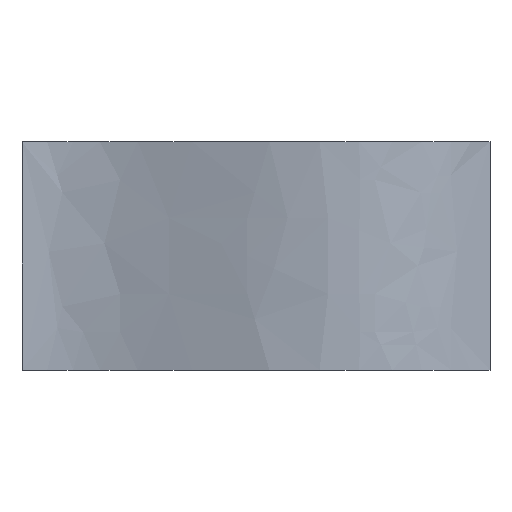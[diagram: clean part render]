
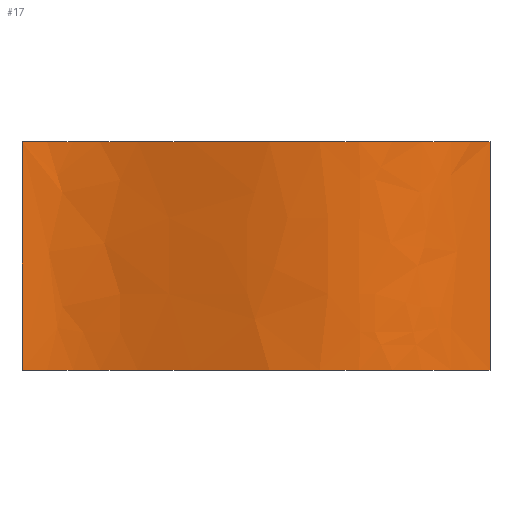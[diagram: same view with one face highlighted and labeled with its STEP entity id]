
A CAD part, top view. The second image highlights one B-rep face of the part: STEP entity #17.
In plain terms, the highlighted face is a extrusion surface.
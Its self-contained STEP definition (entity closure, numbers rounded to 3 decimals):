
#17 = ADVANCED_FACE('',(#18),#32,.T.);
#18 = FACE_BOUND('',#19,.T.);
#19 = EDGE_LOOP('',(#20,#57,#86,#113));
#20 = ORIENTED_EDGE('',*,*,#21,.T.);
#21 = EDGE_CURVE('',#22,#24,#26,.T.);
#22 = VERTEX_POINT('',#23);
#23 = CARTESIAN_POINT('',(-105.,0.,25.));
#24 = VERTEX_POINT('',#25);
#25 = CARTESIAN_POINT('',(-105.,-100.,25.));
#26 = SURFACE_CURVE('',#27,(#31,#45),.PCURVE_S1.);
#27 = LINE('',#28,#29);
#28 = CARTESIAN_POINT('',(-105.,0.,25.));
#29 = VECTOR('',#30,1.);
#30 = DIRECTION('',(0.,-1.,0.));
#31 = PCURVE('',#32,#40);
#32 = SURFACE_OF_LINEAR_EXTRUSION('',#33,#38);
#33 = B_SPLINE_CURVE_WITH_KNOTS('',3,(#34,#35,#36,#37),.UNSPECIFIED.,.F.
  ,.F.,(4,4),(0.,1.),.PIECEWISE_BEZIER_KNOTS.);
#34 = CARTESIAN_POINT('',(-105.,0.,25.));
#35 = CARTESIAN_POINT('',(-45.,0.,10.));
#36 = CARTESIAN_POINT('',(30.,0.,85.));
#37 = CARTESIAN_POINT('',(100.,0.,15.));
#38 = VECTOR('',#39,1.);
#39 = DIRECTION('',(0.,1.,0.));
#40 = DEFINITIONAL_REPRESENTATION('',(#41),#44);
#41 = B_SPLINE_CURVE_WITH_KNOTS('',1,(#42,#43),.UNSPECIFIED.,.F.,.F.,(2,
    2),(0.,100.),.PIECEWISE_BEZIER_KNOTS.);
#42 = CARTESIAN_POINT('',(0.,0.));
#43 = CARTESIAN_POINT('',(0.,-100.));
#44 = ( GEOMETRIC_REPRESENTATION_CONTEXT(2) 
PARAMETRIC_REPRESENTATION_CONTEXT() REPRESENTATION_CONTEXT('2D SPACE',''
  ) );
#45 = PCURVE('',#46,#51);
#46 = PLANE('',#47);
#47 = AXIS2_PLACEMENT_3D('',#48,#49,#50);
#48 = CARTESIAN_POINT('',(-105.,0.,25.));
#49 = DIRECTION('',(1.,0.,0.));
#50 = DIRECTION('',(0.,0.,-1.));
#51 = DEFINITIONAL_REPRESENTATION('',(#52),#56);
#52 = LINE('',#53,#54);
#53 = CARTESIAN_POINT('',(0.,0.));
#54 = VECTOR('',#55,1.);
#55 = DIRECTION('',(0.,-1.));
#56 = ( GEOMETRIC_REPRESENTATION_CONTEXT(2) 
PARAMETRIC_REPRESENTATION_CONTEXT() REPRESENTATION_CONTEXT('2D SPACE',''
  ) );
#57 = ORIENTED_EDGE('',*,*,#58,.T.);
#58 = EDGE_CURVE('',#24,#59,#61,.T.);
#59 = VERTEX_POINT('',#60);
#60 = CARTESIAN_POINT('',(100.,-100.,15.));
#61 = SURFACE_CURVE('',#62,(#67,#73),.PCURVE_S1.);
#62 = B_SPLINE_CURVE_WITH_KNOTS('',3,(#63,#64,#65,#66),.UNSPECIFIED.,.F.
  ,.F.,(4,4),(0.,1.),.PIECEWISE_BEZIER_KNOTS.);
#63 = CARTESIAN_POINT('',(-105.,-100.,25.));
#64 = CARTESIAN_POINT('',(-45.,-100.,10.));
#65 = CARTESIAN_POINT('',(30.,-100.,85.));
#66 = CARTESIAN_POINT('',(100.,-100.,15.));
#67 = PCURVE('',#32,#68);
#68 = DEFINITIONAL_REPRESENTATION('',(#69),#72);
#69 = B_SPLINE_CURVE_WITH_KNOTS('',1,(#70,#71),.UNSPECIFIED.,.F.,.F.,(2,
    2),(0.,1.),.PIECEWISE_BEZIER_KNOTS.);
#70 = CARTESIAN_POINT('',(0.,-100.));
#71 = CARTESIAN_POINT('',(1.,-100.));
#72 = ( GEOMETRIC_REPRESENTATION_CONTEXT(2) 
PARAMETRIC_REPRESENTATION_CONTEXT() REPRESENTATION_CONTEXT('2D SPACE',''
  ) );
#73 = PCURVE('',#74,#79);
#74 = PLANE('',#75);
#75 = AXIS2_PLACEMENT_3D('',#76,#77,#78);
#76 = CARTESIAN_POINT('',(-1.244,-100.,22.456));
#77 = DIRECTION('',(0.,1.,0.));
#78 = DIRECTION('',(0.,0.,1.));
#79 = DEFINITIONAL_REPRESENTATION('',(#80),#85);
#80 = B_SPLINE_CURVE_WITH_KNOTS('',3,(#81,#82,#83,#84),.UNSPECIFIED.,.F.
  ,.F.,(4,4),(0.,1.),.PIECEWISE_BEZIER_KNOTS.);
#81 = CARTESIAN_POINT('',(2.544,-103.756));
#82 = CARTESIAN_POINT('',(-12.456,-43.756));
#83 = CARTESIAN_POINT('',(62.544,31.244));
#84 = CARTESIAN_POINT('',(-7.456,101.244));
#85 = ( GEOMETRIC_REPRESENTATION_CONTEXT(2) 
PARAMETRIC_REPRESENTATION_CONTEXT() REPRESENTATION_CONTEXT('2D SPACE',''
  ) );
#86 = ORIENTED_EDGE('',*,*,#87,.F.);
#87 = EDGE_CURVE('',#88,#59,#90,.T.);
#88 = VERTEX_POINT('',#89);
#89 = CARTESIAN_POINT('',(100.,0.,15.));
#90 = SURFACE_CURVE('',#91,(#95,#101),.PCURVE_S1.);
#91 = LINE('',#92,#93);
#92 = CARTESIAN_POINT('',(100.,0.,15.));
#93 = VECTOR('',#94,1.);
#94 = DIRECTION('',(0.,-1.,0.));
#95 = PCURVE('',#32,#96);
#96 = DEFINITIONAL_REPRESENTATION('',(#97),#100);
#97 = B_SPLINE_CURVE_WITH_KNOTS('',1,(#98,#99),.UNSPECIFIED.,.F.,.F.,(2,
    2),(0.,100.),.PIECEWISE_BEZIER_KNOTS.);
#98 = CARTESIAN_POINT('',(1.,0.));
#99 = CARTESIAN_POINT('',(1.,-100.));
#100 = ( GEOMETRIC_REPRESENTATION_CONTEXT(2) 
PARAMETRIC_REPRESENTATION_CONTEXT() REPRESENTATION_CONTEXT('2D SPACE',''
  ) );
#101 = PCURVE('',#102,#107);
#102 = PLANE('',#103);
#103 = AXIS2_PLACEMENT_3D('',#104,#105,#106);
#104 = CARTESIAN_POINT('',(100.,0.,0.));
#105 = DIRECTION('',(-1.,0.,0.));
#106 = DIRECTION('',(0.,0.,1.));
#107 = DEFINITIONAL_REPRESENTATION('',(#108),#112);
#108 = LINE('',#109,#110);
#109 = CARTESIAN_POINT('',(15.,0.));
#110 = VECTOR('',#111,1.);
#111 = DIRECTION('',(0.,-1.));
#112 = ( GEOMETRIC_REPRESENTATION_CONTEXT(2) 
PARAMETRIC_REPRESENTATION_CONTEXT() REPRESENTATION_CONTEXT('2D SPACE',''
  ) );
#113 = ORIENTED_EDGE('',*,*,#114,.F.);
#114 = EDGE_CURVE('',#22,#88,#115,.T.);
#115 = SURFACE_CURVE('',#116,(#121,#127),.PCURVE_S1.);
#116 = B_SPLINE_CURVE_WITH_KNOTS('',3,(#117,#118,#119,#120),
  .UNSPECIFIED.,.F.,.F.,(4,4),(0.,1.),.PIECEWISE_BEZIER_KNOTS.);
#117 = CARTESIAN_POINT('',(-105.,0.,25.));
#118 = CARTESIAN_POINT('',(-45.,0.,10.));
#119 = CARTESIAN_POINT('',(30.,0.,85.));
#120 = CARTESIAN_POINT('',(100.,0.,15.));
#121 = PCURVE('',#32,#122);
#122 = DEFINITIONAL_REPRESENTATION('',(#123),#126);
#123 = B_SPLINE_CURVE_WITH_KNOTS('',1,(#124,#125),.UNSPECIFIED.,.F.,.F.,
  (2,2),(0.,1.),.PIECEWISE_BEZIER_KNOTS.);
#124 = CARTESIAN_POINT('',(0.,0.));
#125 = CARTESIAN_POINT('',(1.,0.));
#126 = ( GEOMETRIC_REPRESENTATION_CONTEXT(2) 
PARAMETRIC_REPRESENTATION_CONTEXT() REPRESENTATION_CONTEXT('2D SPACE',''
  ) );
#127 = PCURVE('',#128,#133);
#128 = PLANE('',#129);
#129 = AXIS2_PLACEMENT_3D('',#130,#131,#132);
#130 = CARTESIAN_POINT('',(-1.244,0.,
    22.456));
#131 = DIRECTION('',(0.,1.,0.));
#132 = DIRECTION('',(0.,0.,1.));
#133 = DEFINITIONAL_REPRESENTATION('',(#134),#139);
#134 = B_SPLINE_CURVE_WITH_KNOTS('',3,(#135,#136,#137,#138),
  .UNSPECIFIED.,.F.,.F.,(4,4),(0.,1.),.PIECEWISE_BEZIER_KNOTS.);
#135 = CARTESIAN_POINT('',(2.544,-103.756));
#136 = CARTESIAN_POINT('',(-12.456,-43.756));
#137 = CARTESIAN_POINT('',(62.544,31.244));
#138 = CARTESIAN_POINT('',(-7.456,101.244));
#139 = ( GEOMETRIC_REPRESENTATION_CONTEXT(2) 
PARAMETRIC_REPRESENTATION_CONTEXT() REPRESENTATION_CONTEXT('2D SPACE',''
  ) );
